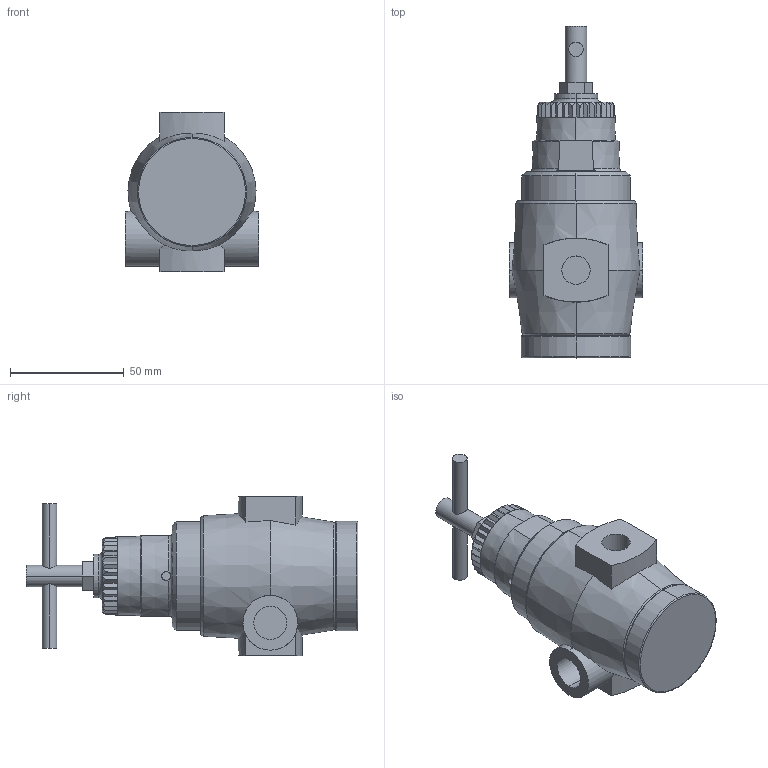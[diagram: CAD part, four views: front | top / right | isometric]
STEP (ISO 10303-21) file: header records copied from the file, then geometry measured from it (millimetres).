
FILE_DESCRIPTION (( 'STEP AP214' ), '1' );
FILE_NAME ('Norgren-R43-201-NNLA.step', '2019-03-03T23:51:43', ( '' ), ( '' ), 'SwSTEP 2.0', 'SolidWorks 2019', '' );
FILE_SCHEMA (( 'AUTOMOTIVE_DESIGN' ));
Length unit declared in the file: inch
Products named in the file (6): Norgren-R43-201-NNLA_R43_CAP BOTTOM; Norgren-R43-201-NNLA_R43_BODY_1_4 PTF; Norgren-R43-201-NNLA; Norgren-R43-201-NNLA_R43_BONNET; Norgren-R43-201-NNLA_R43_NUT_025; Norgren-R43-201-NNLA_R43_HANDLE
Assembly tree (5 placements, depth 2):
  Norgren-R43-201-NNLA
    Norgren-R43-201-NNLA_R43_BODY_1_4 PTF
    Norgren-R43-201-NNLA_R43_CAP BOTTOM
    Norgren-R43-201-NNLA_R43_NUT_025
    Norgren-R43-201-NNLA_R43_BONNET
    Norgren-R43-201-NNLA_R43_HANDLE
Bounding box: 58.67 x 146.09 x 70.1 mm (x, y, z)
Volume: 166594.4 mm3; surface area: 48352.1 mm2
Topology: 5 solids, 5 shells, 235 faces, 607 edges, 402 vertices
Faces by surface type: plane 121, cone 54, cylinder 52, torus 8
Entity records: 8843 total; most frequent: CARTESIAN_POINT 2194, ORIENTED_EDGE 1214, DIRECTION 1092, EDGE_CURVE 607, AXIS2_PLACEMENT_3D 416, VERTEX_POINT 402, EDGE_LOOP 261, VECTOR 260
